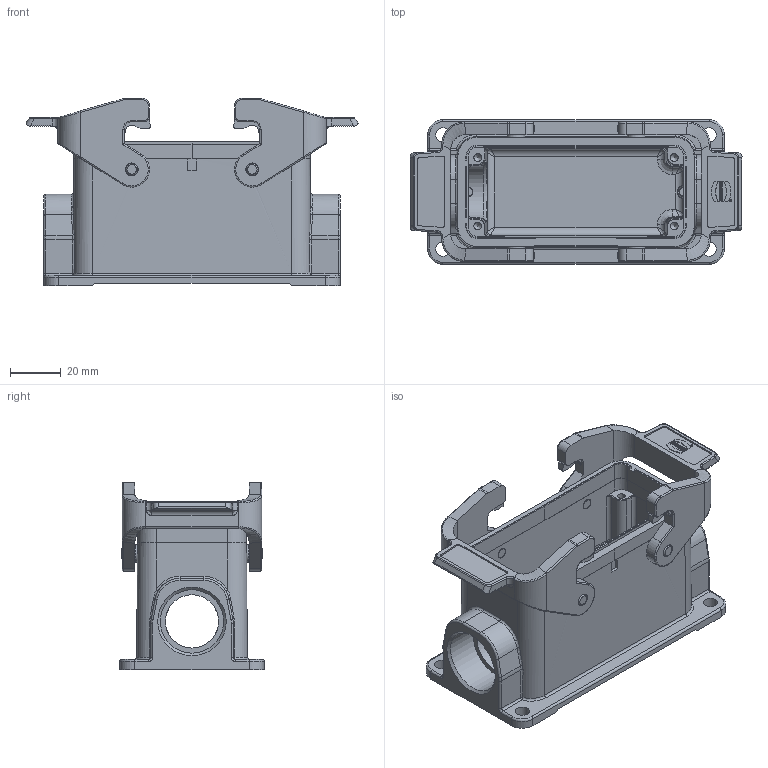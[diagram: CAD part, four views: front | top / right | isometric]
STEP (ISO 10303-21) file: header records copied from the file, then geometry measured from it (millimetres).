
FILE_DESCRIPTION(/* description */ (''),/* implementation_level */ '2;1');
FILE_NAME(/* name */ '100095314ugm000_d.stp',/* time_stamp */ '2017-11-06T09:41:11+01:00',/* author */ (''),/* organization */ (''),/* preprocessor_version */ 'ST-DEVELOPER v16',/* originating_system */ 'SIEMENS PLM Software NX 10.0',/* authorisation */ '');
FILE_SCHEMA (('AUTOMOTIVE_DESIGN { 1 0 10303 214 3 1 1 1 }'));
Length unit declared in the file: millimetre
Products named in the file (1): 100095314ugm000_d
Bounding box: 130.9 x 57 x 73.8 mm (x, y, z)
Volume: 112871 mm3; surface area: 56202.5 mm2
Topology: 3 solids, 3 shells, 794 faces, 2037 edges, 1271 vertices
Faces by surface type: plane 361, cylinder 254, bspline 118, cone 37, torus 20, sphere 4
Full cylindrical faces by diameter (mm): 3 x4, 4 x4, 4.8 x4, 5.1 x4, 5.6 x4, 7 x4, 21 x2, 25 x2
Entity records: 32426 total; most frequent: CARTESIAN_POINT 8327, ORIENTED_EDGE 3920, DIRECTION 3709, EDGE_CURVE 1960, AXIS2_PLACEMENT_3D 1292, VERTEX_POINT 1247, LINE 1125, VECTOR 1125
